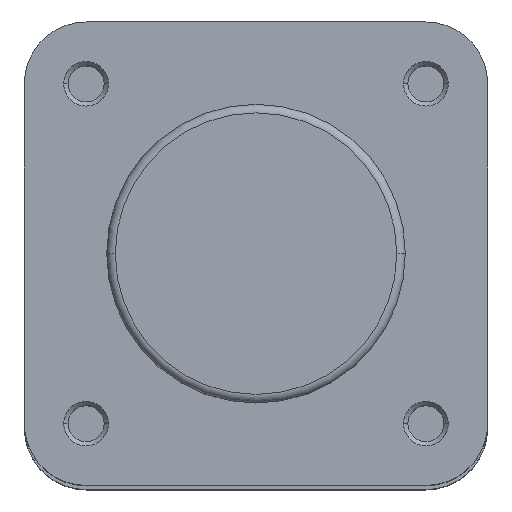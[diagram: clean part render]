
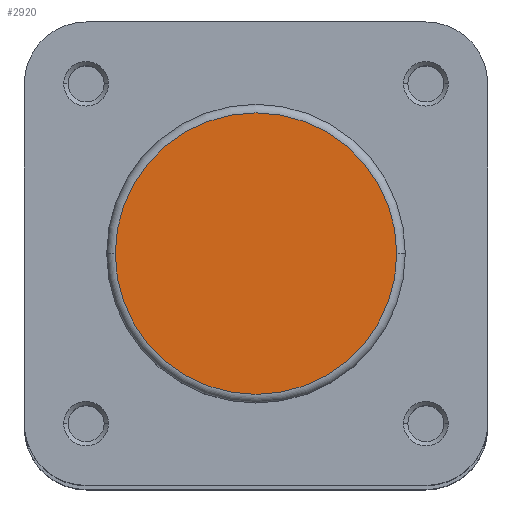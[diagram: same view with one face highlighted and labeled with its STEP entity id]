
A CAD part, top view. The second image highlights one B-rep face of the part: STEP entity #2920.
In plain terms, the highlighted planar face has unit normal (0, 0, 1).
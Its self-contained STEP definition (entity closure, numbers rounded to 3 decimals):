
#267 = CARTESIAN_POINT ( 'NONE',  ( 0., 0., 0. ) ) ;
#268 = DIRECTION ( 'NONE',  ( 0., 0., 1. ) ) ;
#269 = DIRECTION ( 'NONE',  ( -1., 0., 0. ) ) ;
#328 = CARTESIAN_POINT ( 'NONE',  ( 0., 0., 0. ) ) ;
#336 = DIRECTION ( 'NONE',  ( 0., 0., 1. ) ) ;
#337 = DIRECTION ( 'NONE',  ( -1., 0., 0. ) ) ;
#1546 = EDGE_LOOP ( 'NONE', ( #3617, #3616 ) ) ;
#1775 = FACE_OUTER_BOUND ( 'NONE', #1546, .T. ) ;
#2026 = CIRCLE ( 'NONE', #5931, 16.4 ) ;
#2070 = CIRCLE ( 'NONE', #5935, 16.4 ) ;
#2920 = ADVANCED_FACE ( 'NONE', ( #1775 ), #4677, .F. ) ;
#3616 = ORIENTED_EDGE ( 'NONE', *, *, #5287, .T. ) ;
#3617 = ORIENTED_EDGE ( 'NONE', *, *, #5315, .T. ) ;
#3860 = VERTEX_POINT ( 'NONE', #4956 ) ;
#3864 = VERTEX_POINT ( 'NONE', #4960 ) ;
#4676 = CARTESIAN_POINT ( 'NONE',  ( 0., 17.4, 0. ) ) ;
#4677 = PLANE ( 'NONE',  #5823 ) ;
#4679 = DIRECTION ( 'NONE',  ( 0., 0., -1. ) ) ;
#4680 = DIRECTION ( 'NONE',  ( -1., 0., 0. ) ) ;
#4956 = CARTESIAN_POINT ( 'NONE',  ( 16.4, 0., 0. ) ) ;
#4960 = CARTESIAN_POINT ( 'NONE',  ( -16.4, 0., 0. ) ) ;
#5287 = EDGE_CURVE ( 'NONE', #3860, #3864, #2026, .T. ) ;
#5315 = EDGE_CURVE ( 'NONE', #3864, #3860, #2070, .T. ) ;
#5823 = AXIS2_PLACEMENT_3D ( 'NONE', #4676, #4679, #4680 ) ;
#5931 = AXIS2_PLACEMENT_3D ( 'NONE', #267, #268, #269 ) ;
#5935 = AXIS2_PLACEMENT_3D ( 'NONE', #328, #336, #337 ) ;
